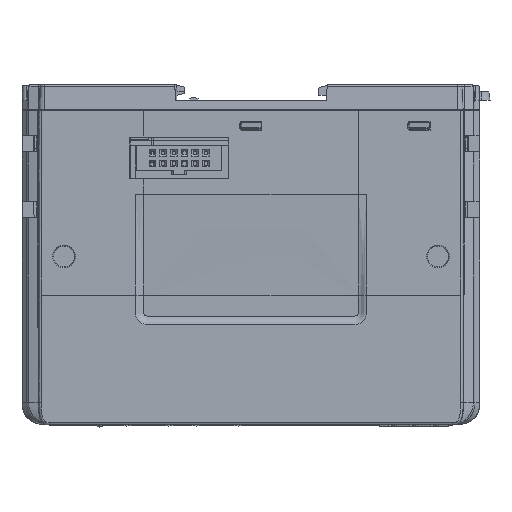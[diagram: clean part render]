
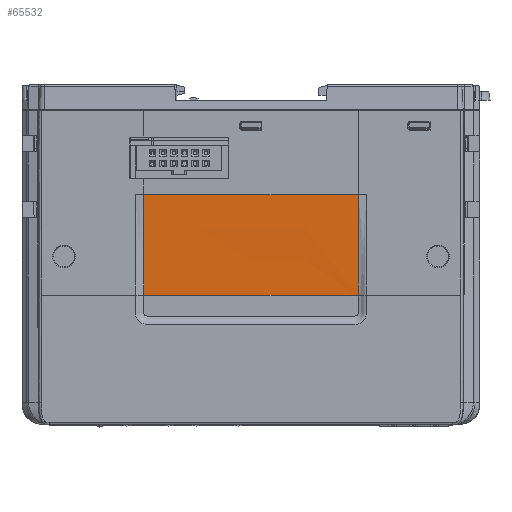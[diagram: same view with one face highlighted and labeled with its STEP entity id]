
A CAD part, top view. The second image highlights one B-rep face of the part: STEP entity #65532.
In plain terms, the highlighted free-form (B-spline) face has degree [3, 3] with [7, 4] control points.
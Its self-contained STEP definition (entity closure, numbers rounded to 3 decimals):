
#1092 = VECTOR ( 'NONE', #90575, 1000. ) ;
#1910 = CARTESIAN_POINT ( 'NONE',  ( 0., -27.976, 13.5 ) ) ;
#2431 = CARTESIAN_POINT ( 'NONE',  ( 12.768, -20., 13.5 ) ) ;
#2920 = CARTESIAN_POINT ( 'NONE',  ( -12.768, -27.976, 13.5 ) ) ;
#4328 = CARTESIAN_POINT ( 'NONE',  ( -25.537, -20., 13.5 ) ) ;
#5588 = EDGE_LOOP ( 'NONE', ( #40235, #100473, #73914, #81923 ) ) ;
#5913 = B_SPLINE_CURVE_WITH_KNOTS ( 'NONE', 3,
 ( #7549, #95296, #54567, #63557 ),
 .UNSPECIFIED., .F., .F.,
 ( 4, 4 ),
 ( 0., 1. ),
 .UNSPECIFIED. ) ;
#7549 = CARTESIAN_POINT ( 'NONE',  ( 25.537, -43.918, 12.6 ) ) ;
#8210 = CARTESIAN_POINT ( 'NONE',  ( -25.537, -20., 13.5 ) ) ;
#9797 = CARTESIAN_POINT ( 'NONE',  ( 25.537, -27.976, 13.5 ) ) ;
#10970 = VERTEX_POINT ( 'NONE', #13521 ) ;
#11874 = CARTESIAN_POINT ( 'NONE',  ( 21.28, -27.976, 13.5 ) ) ;
#13521 = CARTESIAN_POINT ( 'NONE',  ( 25.537, -43.918, 12.6 ) ) ;
#18242 = CARTESIAN_POINT ( 'NONE',  ( 0., -20., 13.5 ) ) ;
#18755 = FACE_OUTER_BOUND ( 'NONE', #5588, .T. ) ;
#19286 = CARTESIAN_POINT ( 'NONE',  ( -21.28, -35.942, 12.6 ) ) ;
#22784 = LINE ( 'NONE', #104161, #47023 ) ;
#24600 = CARTESIAN_POINT ( 'NONE',  ( -25.537, -43.918, 12.6 ) ) ;
#26161 = CARTESIAN_POINT ( 'NONE',  ( -25.537, -35.942, 12.6 ) ) ;
#27738 = CARTESIAN_POINT ( 'NONE',  ( -12.768, -35.942, 12.6 ) ) ;
#34567 = CARTESIAN_POINT ( 'NONE',  ( 21.28, -35.942, 12.6 ) ) ;
#35002 = LINE ( 'NONE', #99019, #1092 ) ;
#35075 = CARTESIAN_POINT ( 'NONE',  ( -25.537, -43.918, 12.6 ) ) ;
#35608 = CARTESIAN_POINT ( 'NONE',  ( -12.768, -20., 13.5 ) ) ;
#40235 = ORIENTED_EDGE ( 'NONE', *, *, #100870, .T. ) ;
#44713 = B_SPLINE_CURVE_WITH_KNOTS ( 'NONE', 3,
 ( #24600, #72694, #80085, #65273, #8210 ),
 .UNSPECIFIED., .F., .F.,
 ( 4, 1, 4 ),
 ( 0., 0.5, 1. ),
 .UNSPECIFIED. ) ;
#47023 = VECTOR ( 'NONE', #55511, 1000. ) ;
#50288 = VERTEX_POINT ( 'NONE', #4328 ) ;
#50502 = CARTESIAN_POINT ( 'NONE',  ( 12.768, -35.942, 12.6 ) ) ;
#52027 = CARTESIAN_POINT ( 'NONE',  ( -21.28, -27.976, 13.5 ) ) ;
#54567 = CARTESIAN_POINT ( 'NONE',  ( 25.537, -27.976, 13.5 ) ) ;
#55511 = DIRECTION ( 'NONE',  ( 1., 0., 0. ) ) ;
#57909 = CARTESIAN_POINT ( 'NONE',  ( 0., -43.918, 12.6 ) ) ;
#58412 = CARTESIAN_POINT ( 'NONE',  ( 0., -35.942, 12.6 ) ) ;
#58928 = CARTESIAN_POINT ( 'NONE',  ( 25.537, -35.942, 12.6 ) ) ;
#62512 = CARTESIAN_POINT ( 'NONE',  ( -25.537, -43.918, 12.6 ) ) ;
#63557 = CARTESIAN_POINT ( 'NONE',  ( 25.537, -20., 13.5 ) ) ;
#65273 = CARTESIAN_POINT ( 'NONE',  ( -25.537, -23.988, 13.5 ) ) ;
#65532 = ADVANCED_FACE ( 'NONE', ( #18755 ), #87619, .T. ) ;
#67375 = CARTESIAN_POINT ( 'NONE',  ( -25.537, -20., 13.5 ) ) ;
#67913 = CARTESIAN_POINT ( 'NONE',  ( 25.537, -43.918, 12.6 ) ) ;
#68759 = CARTESIAN_POINT ( 'NONE',  ( 25.537, -20., 13.5 ) ) ;
#69044 = EDGE_CURVE ( 'NONE', #10970, #103408, #5913, .T. ) ;
#72694 = CARTESIAN_POINT ( 'NONE',  ( -25.537, -39.93, 12.6 ) ) ;
#73914 = ORIENTED_EDGE ( 'NONE', *, *, #91468, .F. ) ;
#74797 = CARTESIAN_POINT ( 'NONE',  ( -25.537, -27.976, 13.5 ) ) ;
#75296 = CARTESIAN_POINT ( 'NONE',  ( -21.28, -43.918, 12.6 ) ) ;
#75816 = CARTESIAN_POINT ( 'NONE',  ( 12.768, -43.918, 12.6 ) ) ;
#80085 = CARTESIAN_POINT ( 'NONE',  ( -25.537, -31.959, 13.05 ) ) ;
#81923 = ORIENTED_EDGE ( 'NONE', *, *, #96130, .F. ) ;
#83213 = CARTESIAN_POINT ( 'NONE',  ( 21.28, -43.918, 12.6 ) ) ;
#84219 = CARTESIAN_POINT ( 'NONE',  ( -12.768, -43.918, 12.6 ) ) ;
#87619 = B_SPLINE_SURFACE_WITH_KNOTS ( 'NONE', 3, 3, ( 
 ( #35075, #26161, #74797, #67375 ),
 ( #75296, #19286, #52027, #99091 ),
 ( #84219, #27738, #2920, #35608 ),
 ( #57909, #58412, #1910, #18242 ),
 ( #75816, #50502, #90140, #2431 ),
 ( #83213, #34567, #11874, #92216 ),
 ( #67913, #58928, #9797, #91177 ) ),
 .UNSPECIFIED., .F., .F., .F.,
 ( 4, 1, 1, 1, 4 ),
 ( 4, 4 ),
 ( 0., 0.25, 0.5, 0.75, 1. ),
 ( 0., 1. ),
 .UNSPECIFIED. ) ;
#90140 = CARTESIAN_POINT ( 'NONE',  ( 12.768, -27.976, 13.5 ) ) ;
#90575 = DIRECTION ( 'NONE',  ( 1., 0., 0. ) ) ;
#91177 = CARTESIAN_POINT ( 'NONE',  ( 25.537, -20., 13.5 ) ) ;
#91468 = EDGE_CURVE ( 'NONE', #50288, #103408, #22784, .T. ) ;
#92216 = CARTESIAN_POINT ( 'NONE',  ( 21.28, -20., 13.5 ) ) ;
#94583 = VERTEX_POINT ( 'NONE', #62512 ) ;
#95296 = CARTESIAN_POINT ( 'NONE',  ( 25.537, -35.942, 12.6 ) ) ;
#96130 = EDGE_CURVE ( 'NONE', #94583, #50288, #44713, .T. ) ;
#99019 = CARTESIAN_POINT ( 'NONE',  ( 0., -43.918, 12.6 ) ) ;
#99091 = CARTESIAN_POINT ( 'NONE',  ( -21.28, -20., 13.5 ) ) ;
#100473 = ORIENTED_EDGE ( 'NONE', *, *, #69044, .T. ) ;
#100870 = EDGE_CURVE ( 'NONE', #94583, #10970, #35002, .T. ) ;
#103408 = VERTEX_POINT ( 'NONE', #68759 ) ;
#104161 = CARTESIAN_POINT ( 'NONE',  ( -48., -20., 13.5 ) ) ;
